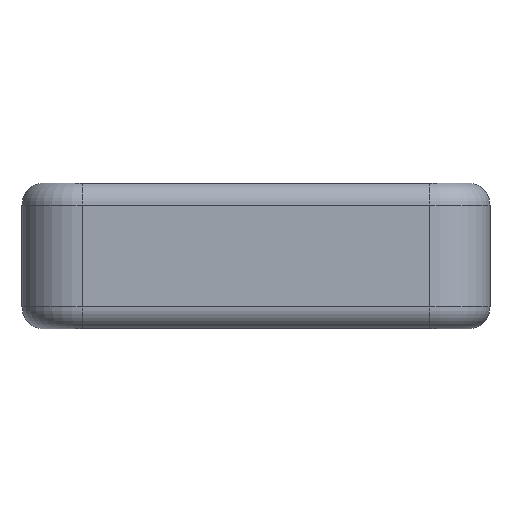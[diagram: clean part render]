
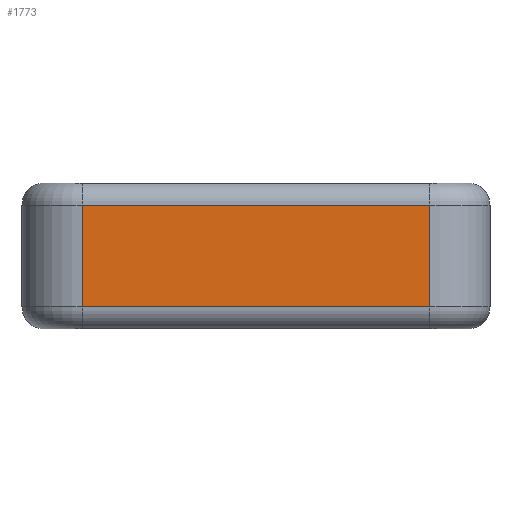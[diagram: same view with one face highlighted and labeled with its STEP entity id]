
A CAD part, left-side view. The second image highlights one B-rep face of the part: STEP entity #1773.
In plain terms, the highlighted planar face has unit normal (-1, 0, 0).
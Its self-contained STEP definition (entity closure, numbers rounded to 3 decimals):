
#1046 = VERTEX_POINT('',#1047);
#1047 = CARTESIAN_POINT('',(-47.7,15.,1.9));
#1074 = VERTEX_POINT('',#1075);
#1075 = CARTESIAN_POINT('',(-47.7,-15.,1.9));
#1098 = EDGE_CURVE('',#1074,#1046,#1099,.T.);
#1099 = LINE('',#1100,#1101);
#1100 = CARTESIAN_POINT('',(-47.7,-15.,1.9));
#1101 = VECTOR('',#1102,1.);
#1102 = DIRECTION('',(0.,1.,0.));
#1379 = VERTEX_POINT('',#1380);
#1380 = CARTESIAN_POINT('',(-47.7,15.,10.7));
#1407 = VERTEX_POINT('',#1408);
#1408 = CARTESIAN_POINT('',(-47.7,-15.,10.7));
#1431 = EDGE_CURVE('',#1407,#1379,#1432,.T.);
#1432 = LINE('',#1433,#1434);
#1433 = CARTESIAN_POINT('',(-47.7,-15.,10.7));
#1434 = VECTOR('',#1435,1.);
#1435 = DIRECTION('',(0.,1.,0.));
#1745 = EDGE_CURVE('',#1046,#1379,#1746,.T.);
#1746 = LINE('',#1747,#1748);
#1747 = CARTESIAN_POINT('',(-47.7,15.,0.));
#1748 = VECTOR('',#1749,1.);
#1749 = DIRECTION('',(0.,0.,1.));
#1760 = EDGE_CURVE('',#1074,#1407,#1761,.T.);
#1761 = LINE('',#1762,#1763);
#1762 = CARTESIAN_POINT('',(-47.7,-15.,0.));
#1763 = VECTOR('',#1764,1.);
#1764 = DIRECTION('',(0.,0.,1.));
#1773 = ADVANCED_FACE('',(#1774),#1780,.T.);
#1774 = FACE_BOUND('',#1775,.T.);
#1775 = EDGE_LOOP('',(#1776,#1777,#1778,#1779));
#1776 = ORIENTED_EDGE('',*,*,#1760,.T.);
#1777 = ORIENTED_EDGE('',*,*,#1431,.T.);
#1778 = ORIENTED_EDGE('',*,*,#1745,.F.);
#1779 = ORIENTED_EDGE('',*,*,#1098,.F.);
#1780 = PLANE('',#1781);
#1781 = AXIS2_PLACEMENT_3D('',#1782,#1783,#1784);
#1782 = CARTESIAN_POINT('',(-47.7,-15.,0.));
#1783 = DIRECTION('',(-1.,0.,0.));
#1784 = DIRECTION('',(0.,1.,0.));
